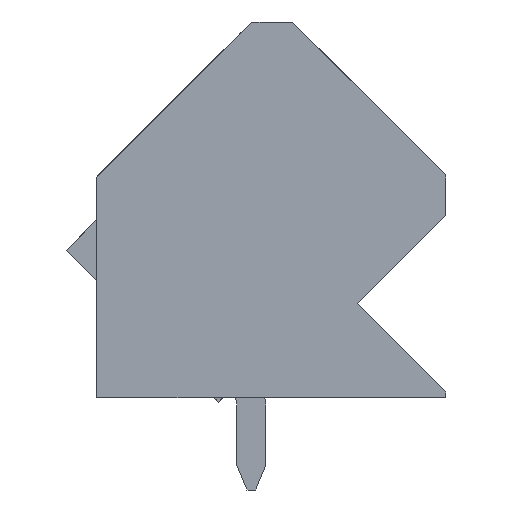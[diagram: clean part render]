
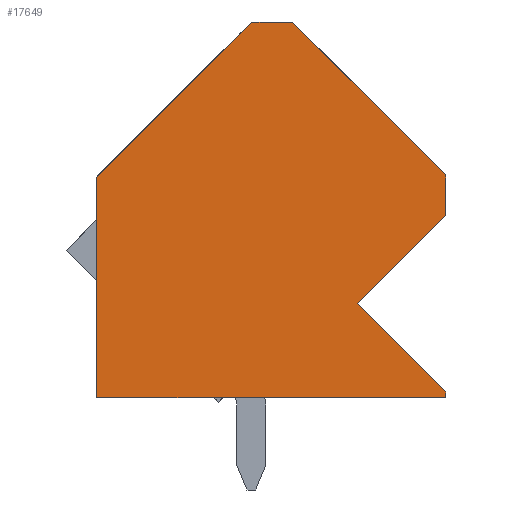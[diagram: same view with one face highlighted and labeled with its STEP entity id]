
A CAD part, left-side view. The second image highlights one B-rep face of the part: STEP entity #17649.
In plain terms, the highlighted planar face has unit normal (-1, 0, 0).
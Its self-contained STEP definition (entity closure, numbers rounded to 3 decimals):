
#17612=AXIS2_PLACEMENT_3D('Plane Axis2P3D',#17609,#17610,#17611) ;
#17458=CARTESIAN_POINT('Vertex',(0.,6.718,16.228)) ;
#17461=CARTESIAN_POINT('Line Origine',(0.,6.01,16.228)) ;
#17465=CARTESIAN_POINT('Vertex',(0.,5.303,16.228)) ;
#17501=CARTESIAN_POINT('Vertex',(0.,0.001,3.4)) ;
#17504=CARTESIAN_POINT('Line Origine',(0.,0.,3.3)) ;
#17508=CARTESIAN_POINT('Vertex',(0.,0.,3.2)) ;
#17534=CARTESIAN_POINT('Vertex',(0.,3.055,6.455)) ;
#17537=CARTESIAN_POINT('Line Origine',(0.,1.528,4.927)) ;
#17560=CARTESIAN_POINT('Vertex',(0.,0.,9.51)) ;
#17563=CARTESIAN_POINT('Line Origine',(0.,1.528,7.983)) ;
#17593=CARTESIAN_POINT('Vertex',(0.,0.,10.924)) ;
#17596=CARTESIAN_POINT('Line Origine',(0.,0.,10.217)) ;
#17609=CARTESIAN_POINT('Axis2P3D Location',(0.,0.,0.)) ;
#17614=CARTESIAN_POINT('Line Origine',(0.,9.405,13.54)) ;
#17618=CARTESIAN_POINT('Vertex',(0.,12.092,10.853)) ;
#17621=CARTESIAN_POINT('Line Origine',(0.,12.093,7.027)) ;
#17625=CARTESIAN_POINT('Vertex',(0.,12.093,3.2)) ;
#17628=CARTESIAN_POINT('Line Origine',(0.,6.046,3.2)) ;
#17633=CARTESIAN_POINT('Line Origine',(0.,2.652,13.576)) ;
#17462=DIRECTION('Vector Direction',(0.,-1.,0.)) ;
#17505=DIRECTION('Vector Direction',(0.,-0.004,-1.)) ;
#17538=DIRECTION('Vector Direction',(0.,-0.707,-0.707)) ;
#17564=DIRECTION('Vector Direction',(0.,0.707,-0.707)) ;
#17597=DIRECTION('Vector Direction',(0.,0.,-1.)) ;
#17610=DIRECTION('Axis2P3D Direction',(-1.,0.,0.)) ;
#17611=DIRECTION('Axis2P3D XDirection',(0.,0.,1.)) ;
#17615=DIRECTION('Vector Direction',(0.,-0.707,0.707)) ;
#17622=DIRECTION('Vector Direction',(0.,0.,1.)) ;
#17629=DIRECTION('Vector Direction',(0.,1.,0.)) ;
#17634=DIRECTION('Vector Direction',(0.,-0.707,-0.707)) ;
#17463=VECTOR('Line Direction',#17462,1.) ;
#17506=VECTOR('Line Direction',#17505,1.) ;
#17539=VECTOR('Line Direction',#17538,1.) ;
#17565=VECTOR('Line Direction',#17564,1.) ;
#17598=VECTOR('Line Direction',#17597,1.) ;
#17616=VECTOR('Line Direction',#17615,1.) ;
#17623=VECTOR('Line Direction',#17622,1.) ;
#17630=VECTOR('Line Direction',#17629,1.) ;
#17635=VECTOR('Line Direction',#17634,1.) ;
#17639=ORIENTED_EDGE('',*,*,#17467,.T.) ;
#17640=ORIENTED_EDGE('',*,*,#17620,.T.) ;
#17641=ORIENTED_EDGE('',*,*,#17627,.T.) ;
#17642=ORIENTED_EDGE('',*,*,#17632,.T.) ;
#17643=ORIENTED_EDGE('',*,*,#17510,.T.) ;
#17644=ORIENTED_EDGE('',*,*,#17541,.T.) ;
#17645=ORIENTED_EDGE('',*,*,#17567,.T.) ;
#17646=ORIENTED_EDGE('',*,*,#17600,.T.) ;
#17647=ORIENTED_EDGE('',*,*,#17637,.T.) ;
#17649=ADVANCED_FACE('HOUSING',(#17648),#17613,.T.) ;
#17467=EDGE_CURVE('',#17466,#17459,#17464,.F.) ;
#17510=EDGE_CURVE('',#17509,#17502,#17507,.F.) ;
#17541=EDGE_CURVE('',#17502,#17535,#17540,.F.) ;
#17567=EDGE_CURVE('',#17535,#17561,#17566,.F.) ;
#17600=EDGE_CURVE('',#17561,#17594,#17599,.F.) ;
#17620=EDGE_CURVE('',#17459,#17619,#17617,.F.) ;
#17627=EDGE_CURVE('',#17619,#17626,#17624,.F.) ;
#17632=EDGE_CURVE('',#17626,#17509,#17631,.F.) ;
#17637=EDGE_CURVE('',#17594,#17466,#17636,.F.) ;
#17638=EDGE_LOOP('',(#17639,#17640,#17641,#17642,#17643,#17644,#17645,#17646,#17647)) ;
#17648=FACE_OUTER_BOUND('',#17638,.T.) ;
#17464=LINE('Line',#17461,#17463) ;
#17507=LINE('Line',#17504,#17506) ;
#17540=LINE('Line',#17537,#17539) ;
#17566=LINE('Line',#17563,#17565) ;
#17599=LINE('Line',#17596,#17598) ;
#17617=LINE('Line',#17614,#17616) ;
#17624=LINE('Line',#17621,#17623) ;
#17631=LINE('Line',#17628,#17630) ;
#17636=LINE('Line',#17633,#17635) ;
#17613=PLANE('',#17612) ;
#17459=VERTEX_POINT('',#17458) ;
#17466=VERTEX_POINT('',#17465) ;
#17502=VERTEX_POINT('',#17501) ;
#17509=VERTEX_POINT('',#17508) ;
#17535=VERTEX_POINT('',#17534) ;
#17561=VERTEX_POINT('',#17560) ;
#17594=VERTEX_POINT('',#17593) ;
#17619=VERTEX_POINT('',#17618) ;
#17626=VERTEX_POINT('',#17625) ;
